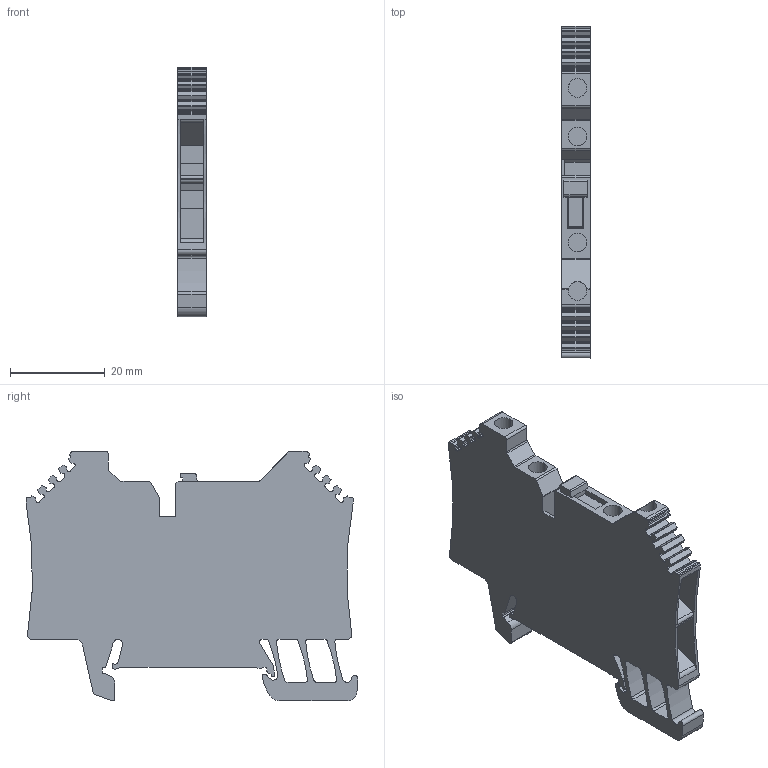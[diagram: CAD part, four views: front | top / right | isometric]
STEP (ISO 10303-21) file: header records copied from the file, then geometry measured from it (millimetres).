
FILE_DESCRIPTION(('CATIA V5R24 STEP214','CAx-IF Rec.Pracs.--- Model Styling and Organization---1.2---2011-12-15'),'2;1');
FILE_NAME ('5947135_3', '2015-07-01T10:42:36+00:00', ('Weidmueller Interface'), ('Weidmueller'), 'CATIA Version 5-6 Release 2014 SP4', 'CATIA V5 STEP AP214', 'none');
FILE_SCHEMA(('AUTOMOTIVE_DESIGN { 1 0 10303 214 1 1 1 1 }'));
Length unit declared in the file: millimetre
Products named in the file (1): WTR4_ZZ_STB_S3D
Bounding box: 6.1 x 69.88 x 52.55 mm (x, y, z)
Volume: 13642 mm3; surface area: 9522.8 mm2
Topology: 2 solids, 2 shells, 404 faces, 1172 edges, 780 vertices
Faces by surface type: plane 207, cylinder 196, extrusion 1
Entity records: 12913 total; most frequent: CARTESIAN_POINT 2380, ORIENTED_EDGE 2344, DIRECTION 1891, EDGE_CURVE 1172, VERTEX_POINT 780, VECTOR 769, LINE 768, AXIS2_PLACEMENT_3D 760
